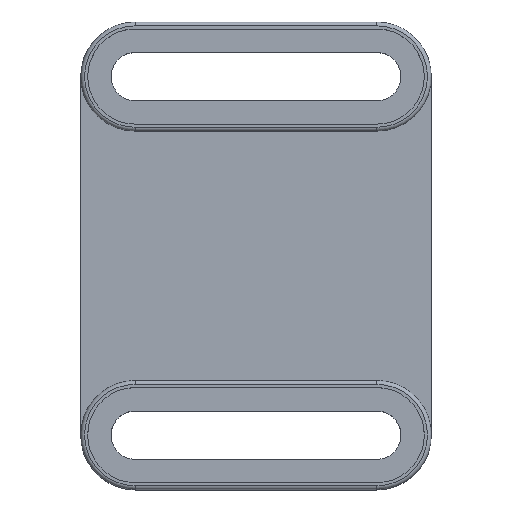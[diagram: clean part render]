
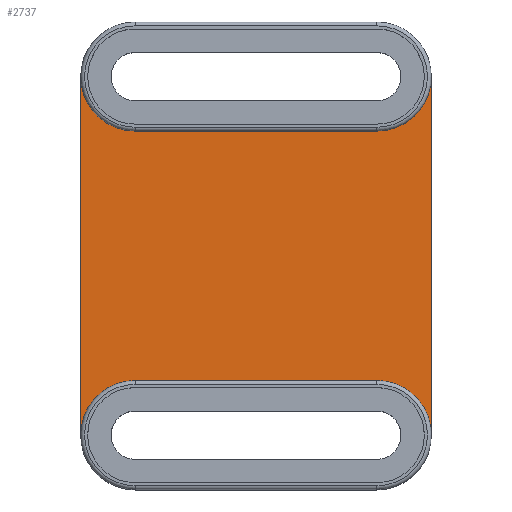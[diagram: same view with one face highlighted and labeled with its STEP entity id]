
A CAD part, top view. The second image highlights one B-rep face of the part: STEP entity #2737.
In plain terms, the highlighted planar face has unit normal (0, 0, 1).
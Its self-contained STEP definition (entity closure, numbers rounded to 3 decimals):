
#538=CARTESIAN_POINT('',(15.5,23.,13.9));
#539=DIRECTION('',(0.,0.,-1.));
#540=DIRECTION('',(1.,0.,0.));
#541=AXIS2_PLACEMENT_3D('',#538,#539,#540);
#543=CARTESIAN_POINT('',(15.5,-23.,13.9));
#544=DIRECTION('',(0.,0.,-1.));
#545=DIRECTION('',(0.,1.,0.));
#546=AXIS2_PLACEMENT_3D('',#543,#544,#545);
#548=DIRECTION('',(1.,0.,0.));
#549=VECTOR('',#548,31.);
#550=CARTESIAN_POINT('',(-15.5,-16.,13.9));
#551=LINE('',#550,#549);
#552=CARTESIAN_POINT('',(-15.5,-23.,13.9));
#553=DIRECTION('',(0.,0.,-1.));
#554=DIRECTION('',(-1.,0.,0.));
#555=AXIS2_PLACEMENT_3D('',#552,#553,#554);
#557=CARTESIAN_POINT('',(-15.5,23.,13.9));
#558=DIRECTION('',(0.,0.,-1.));
#559=DIRECTION('',(0.,-1.,0.));
#560=AXIS2_PLACEMENT_3D('',#557,#558,#559);
#562=DIRECTION('',(-1.,0.,0.));
#563=VECTOR('',#562,31.);
#564=CARTESIAN_POINT('',(15.5,16.,13.9));
#565=LINE('',#564,#563);
#575=DIRECTION('',(0.,1.,0.));
#576=VECTOR('',#575,46.);
#577=CARTESIAN_POINT('',(22.5,-23.,13.9));
#578=LINE('',#577,#576);
#592=DIRECTION('',(0.,-1.,0.));
#593=VECTOR('',#592,46.);
#594=CARTESIAN_POINT('',(-22.5,23.,13.9));
#595=LINE('',#594,#593);
#1848=CARTESIAN_POINT('',(22.5,23.,13.9));
#1849=VERTEX_POINT('',#1848);
#1850=CARTESIAN_POINT('',(15.5,16.,13.9));
#1851=VERTEX_POINT('',#1850);
#1854=CARTESIAN_POINT('',(-15.5,16.,13.9));
#1855=VERTEX_POINT('',#1854);
#1858=CARTESIAN_POINT('',(-22.5,23.,13.9));
#1859=VERTEX_POINT('',#1858);
#1860=CARTESIAN_POINT('',(-15.5,-16.,13.9));
#1861=CARTESIAN_POINT('',(15.5,-16.,13.9));
#1862=VERTEX_POINT('',#1860);
#1863=VERTEX_POINT('',#1861);
#1868=CARTESIAN_POINT('',(22.5,-23.,13.9));
#1869=VERTEX_POINT('',#1868);
#1878=CARTESIAN_POINT('',(-22.5,-23.,13.9));
#1879=VERTEX_POINT('',#1878);
#2716=CARTESIAN_POINT('',(0.,0.,13.9));
#2717=DIRECTION('',(0.,0.,1.));
#2718=DIRECTION('',(1.,0.,0.));
#2719=AXIS2_PLACEMENT_3D('',#2716,#2717,#2718);
#2720=PLANE('',#2719);
#2721=ORIENTED_EDGE('',*,*,#2258,.F.);
#2723=ORIENTED_EDGE('',*,*,#2722,.F.);
#2725=ORIENTED_EDGE('',*,*,#2724,.F.);
#2727=ORIENTED_EDGE('',*,*,#2726,.F.);
#2729=ORIENTED_EDGE('',*,*,#2728,.F.);
#2731=ORIENTED_EDGE('',*,*,#2730,.F.);
#2733=ORIENTED_EDGE('',*,*,#2732,.F.);
#2734=ORIENTED_EDGE('',*,*,#2707,.F.);
#2735=EDGE_LOOP('',(#2721,#2723,#2725,#2727,#2729,#2731,#2733,#2734));
#2736=FACE_OUTER_BOUND('',#2735,.F.);
#2737=ADVANCED_FACE('',(#2736),#2720,.T.);
#542=CIRCLE('',#541,7.);
#547=CIRCLE('',#546,7.);
#556=CIRCLE('',#555,7.);
#561=CIRCLE('',#560,7.);
#2258=EDGE_CURVE('',#1849,#1851,#542,.T.);
#2707=EDGE_CURVE('',#1851,#1855,#565,.T.);
#2722=EDGE_CURVE('',#1869,#1849,#578,.T.);
#2724=EDGE_CURVE('',#1863,#1869,#547,.T.);
#2726=EDGE_CURVE('',#1862,#1863,#551,.T.);
#2728=EDGE_CURVE('',#1879,#1862,#556,.T.);
#2730=EDGE_CURVE('',#1859,#1879,#595,.T.);
#2732=EDGE_CURVE('',#1855,#1859,#561,.T.);
